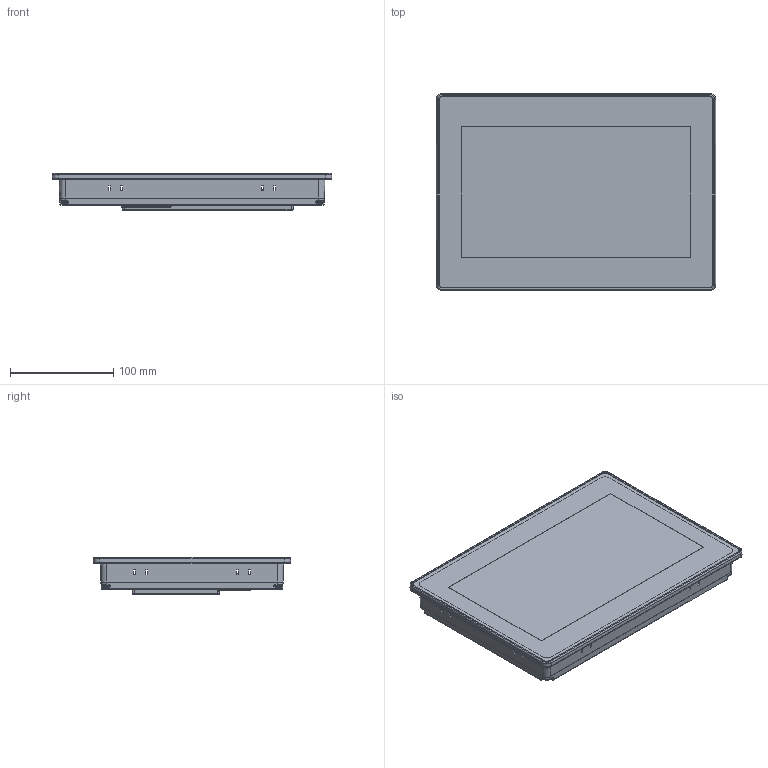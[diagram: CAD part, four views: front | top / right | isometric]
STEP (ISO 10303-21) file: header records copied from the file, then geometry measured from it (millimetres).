
FILE_DESCRIPTION((''),'2;1');
FILE_NAME('M2100E','2023-02-15T15:23:31',('Administrator'),(''),'CREO PARAMETRIC BY PTC INC, 2019164','CREO PARAMETRIC BY PTC INC, 2019164','');
FILE_SCHEMA(('CONFIG_CONTROL_DESIGN','SHAPE_APPEARANCE_LAYERS_GROUPS'));
Products named in the file (1): M2100E
Bounding box: 271 x 191 x 36.3 mm (x, y, z)
Surface area: 218747.4 mm2 (no closed solid volume)
Topology: 0 solids, 60 shells, 2849 faces, 8351 edges, 5605 vertices
Faces by surface type: plane 1689, cylinder 498, extrusion 428, cone 103, bspline 68, torus 38, sphere 21, revolution 4
Entity records: 99059 total; most frequent: CARTESIAN_POINT 25857, ORIENTED_EDGE 15365, DIRECTION 13460, EDGE_CURVE 8330, VECTOR 6198, LINE 5770, VERTEX_POINT 5605, AXIS2_PLACEMENT_3D 3629
